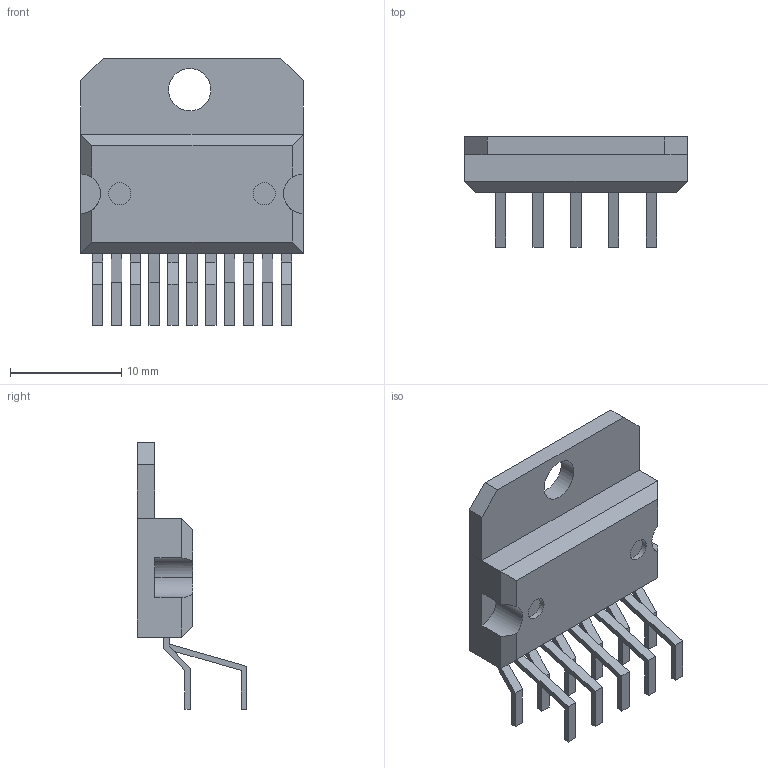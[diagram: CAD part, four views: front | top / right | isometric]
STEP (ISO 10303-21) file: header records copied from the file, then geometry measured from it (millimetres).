
FILE_DESCRIPTION(('FreeCAD Model'),'2;1');
FILE_NAME('test.step', '2017-04-30T16:40:52',('Author'),(''), 'Open CASCADE STEP processor 6.8','FreeCAD','Unknown');
FILE_SCHEMA(('AUTOMOTIVE_DESIGN_CC2 { 1 2 10303 214 -1 1 5 4 }'));
Length unit declared in the file: millimetre
Products named in the file (5): ASSEMBLY; Array001; Array; Pocket001; Pocket002
Assembly tree (4 placements, depth 2):
  ASSEMBLY
    Array001
    Array
    Pocket001
    Pocket002
Bounding box: 20 x 9.88 x 24 mm (x, y, z)
Volume: 1247.8 mm3; surface area: 1365.2 mm2
Topology: 13 solids, 13 shells, 140 faces, 332 edges, 220 vertices
Faces by surface type: plane 134, cylinder 6
Full cylindrical faces by diameter (mm): 2 x2, 3.8 x1
Entity records: 8487 total; most frequent: CARTESIAN_POINT 1445, DIRECTION 1276, LINE 944, VECTOR 944, ORIENTED_EDGE 664, PCURVE 664, DEFINITIONAL_REPRESENTATION 664, EDGE_CURVE 332
